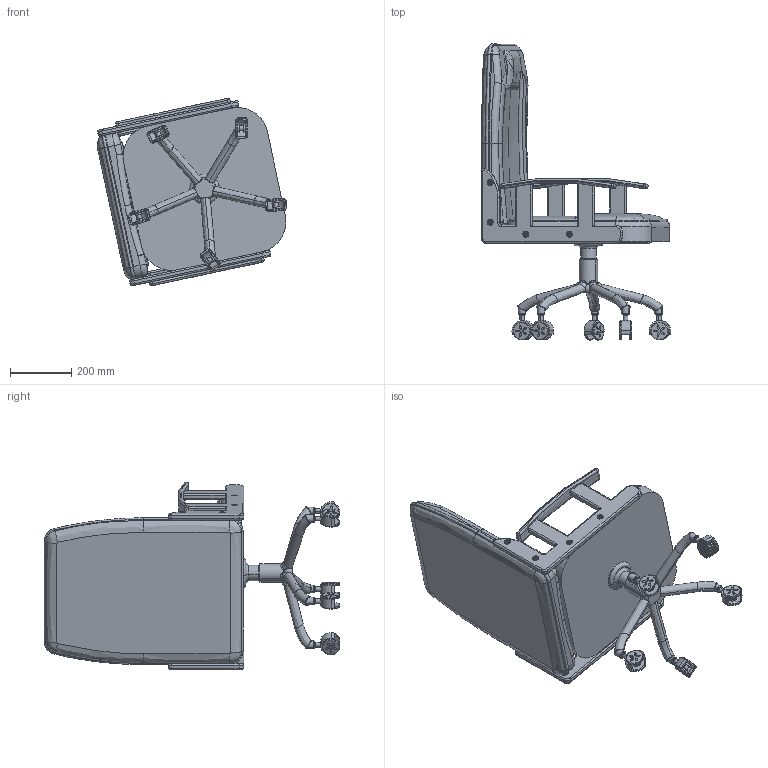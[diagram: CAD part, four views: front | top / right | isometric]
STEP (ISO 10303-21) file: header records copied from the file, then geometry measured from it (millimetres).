
FILE_DESCRIPTION (( 'STEP AP214' ), '1' );
FILE_NAME ('Chair Assembly.STEP', '2018-01-07T16:18:26', ( 'RB Computer' ), ( '' ), 'SwSTEP 2.0', 'SolidWorks 2015', '' );
FILE_SCHEMA (( 'AUTOMOTIVE_DESIGN' ));
Length unit declared in the file: millimetre
Products named in the file (10): Chair Assembly; Chair part.8; Chair part.3; Chair part.6; Wheel subassembly; Chair Part.7; Chair part.5; Chair  part.4; Chair part.2; Chair part .1
Assembly tree (21 placements, depth 3):
  Chair Assembly
    Chair part .1
    Chair part.2
    Chair  part.4
    Wheel subassembly  x5
      Chair part.5
      Chair Part.7
    Chair part.6  x8
    Chair part.3
    Chair part.8
Bounding box: 619.16 x 966.43 x 612.83 mm (x, y, z)
Volume: 39438784.5 mm3; surface area: 1980306.9 mm2
Topology: 29 solids, 29 shells, 1250 faces, 2873 edges, 1780 vertices
Faces by surface type: cylinder 567, plane 317, bspline 199, torus 161, sphere 6
Entity records: 38417 total; most frequent: CARTESIAN_POINT 16036, ORIENTED_EDGE 3236, DIRECTION 2907, EDGE_CURVE 1618, AXIS2_PLACEMENT_3D 1242, VERTEX_POINT 978, EDGE_LOOP 750, CIRCLE 714
